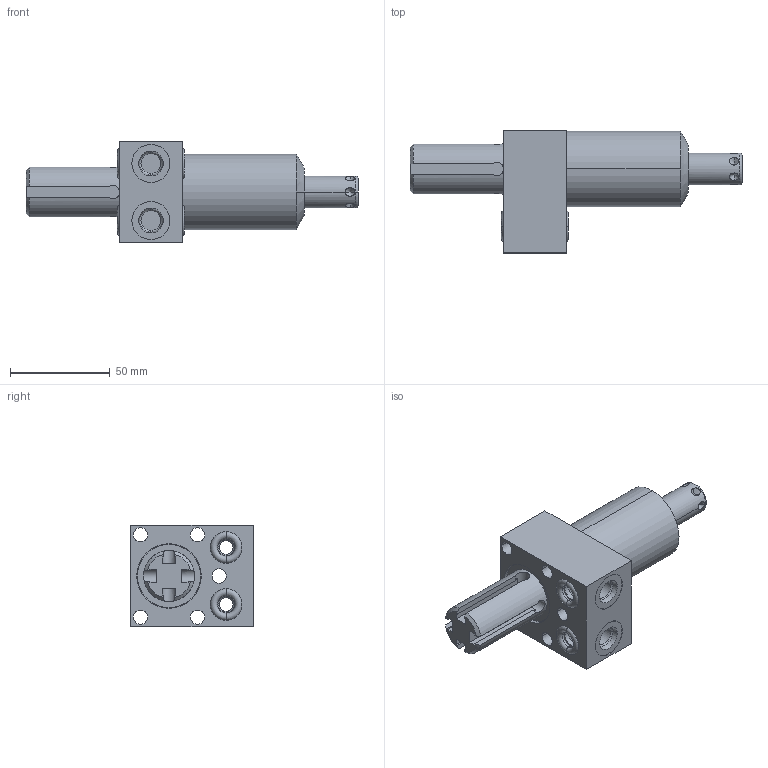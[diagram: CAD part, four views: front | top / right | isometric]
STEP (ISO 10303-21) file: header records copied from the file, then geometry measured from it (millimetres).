
FILE_DESCRIPTION((''),'2;1');
FILE_NAME('ILC14220901RPS','2020-07-04T',('jweaver'),(''),'PRO/ENGINEER BY PARAMETRIC TECHNOLOGY CORPORATION, 2013320','PRO/ENGINEER BY PARAMETRIC TECHNOLOGY CORPORATION, 2013320','');
FILE_SCHEMA(('AUTOMOTIVE_DESIGN { 1 0 10303 214 1 1 1 1 }'));
Length unit declared in the file: inch
Products named in the file (1): ILC14220901RPS
Bounding box: 166.14 x 61.11 x 50.8 mm (x, y, z)
Volume: 174044 mm3; surface area: 36368.7 mm2
Topology: 5 solids, 6 shells, 162 faces, 402 edges, 243 vertices
Faces by surface type: cylinder 52, plane 48, cone 44, torus 18
Entity records: 6718 total; most frequent: CARTESIAN_POINT 1177, DIRECTION 852, ORIENTED_EDGE 772, PRESENTATION_STYLE_ASSIGNMENT 423, STYLED_ITEM 394, CURVE_STYLE 388, EDGE_CURVE 388, AXIS2_PLACEMENT_3D 335
